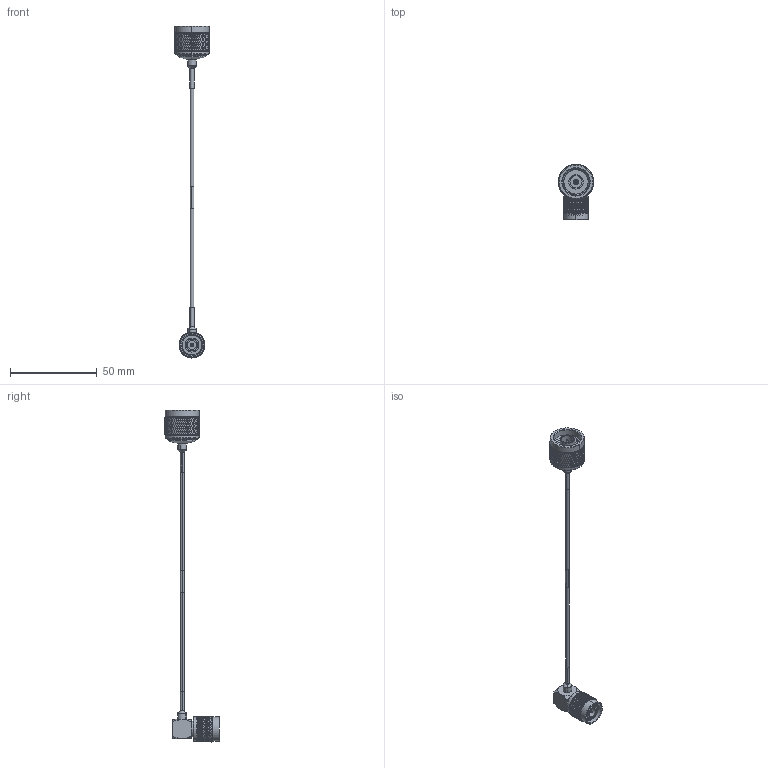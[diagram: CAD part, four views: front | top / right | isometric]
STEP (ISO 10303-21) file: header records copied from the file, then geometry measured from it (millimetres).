
FILE_DESCRIPTION (( 'STEP AP214' ), '1' );
FILE_NAME ('LCCA30577.step', '2020-06-22T22:02:39', ( '' ), ( '' ), 'SwSTEP 2.0', 'SolidWorks 2018', '' );
FILE_SCHEMA (( 'AUTOMOTIVE_DESIGN' ));
Length unit declared in the file: inch
Products named in the file (6): LCCA30577; 1AW01-002_.08 ID; LCCN3060; LCCN3044_HS; LC085TB (085 FORMABLE); LCCN3050
Assembly tree (6 placements, depth 2):
  LCCA30577
    LC085TB (085 FORMABLE)
    1AW01-002_.08 ID
    LCCN3044_HS  x2
    LCCN3060
    LCCN3050
Bounding box: 20.32 x 31.66 x 191.49 mm (x, y, z)
Volume: 7901.7 mm3; surface area: 7477.8 mm2
Topology: 6 solids, 6 shells, 4421 faces, 9376 edges, 4985 vertices
Faces by surface type: bspline 3402, cylinder 904, plane 59, cone 48, torus 8
Entity records: 173952 total; most frequent: CARTESIAN_POINT 116657, ORIENTED_EDGE 18724, EDGE_CURVE 9362, VERTEX_POINT 4977, EDGE_LOOP 4433, ADVANCED_FACE 4413, FACE_OUTER_BOUND 4413, B_SPLINE_CURVE_WITH_KNOTS 3966
